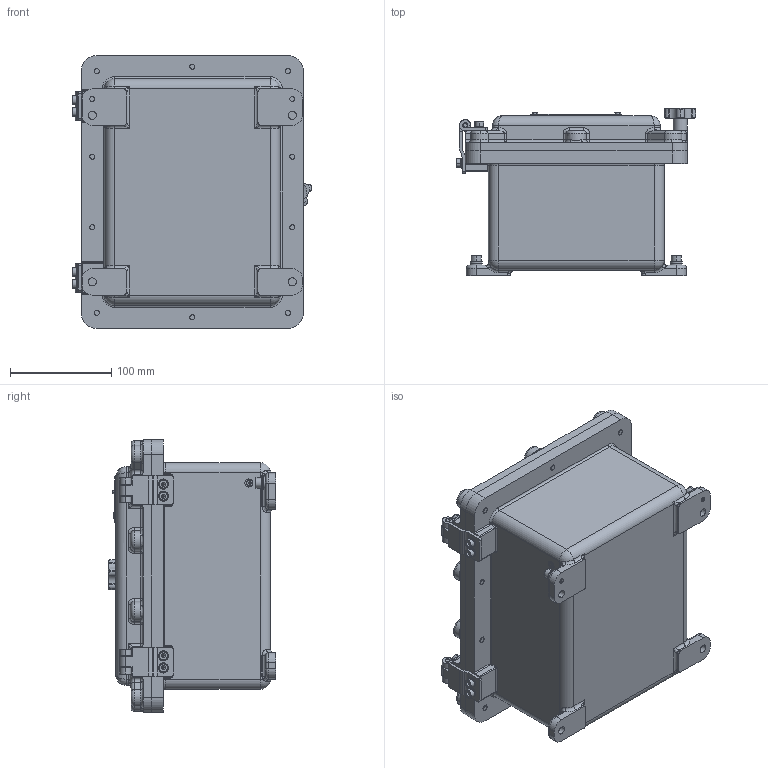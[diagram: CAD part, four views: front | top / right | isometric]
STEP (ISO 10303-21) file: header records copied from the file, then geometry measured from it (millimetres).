
FILE_DESCRIPTION (( 'STEP AP203' ), '1' );
FILE_NAME ('40203020.step', '2019-04-15T14:00:50', ( '' ), ( '' ), 'SwSTEP 2.0', 'SolidWorks 2018', '' );
FILE_SCHEMA (( 'CONFIG_CONTROL_DESIGN' ));
Length unit declared in the file: millimetre
Products named in the file (24): 93427; 92788; 40203020; 93711; 92783; 98063; 40000036126_4g; 41149; 70704_Hinge MCN; 40303020; 92780; 93426; 82014_40203020; 83130; 93414; 70754_Tag & Name Plate MCN; 93412_PreviewCfg; 40000000085; 98361; 83125; 83131; 56848; 98360; 92081
Assembly tree (72 placements, depth 3):
  92788
  40203020
    70704_Hinge MCN
    82014_40203020
    40303020
    98063  x12
    93426  x8
    93711  x4
    92081  x4
    70754_Tag & Name Plate MCN
    92783
    93414  x2
    92780
    93412_PreviewCfg  x2
    83125  x10
    40000000085  x10
    41149
    56848  x2
      98360
      98361
      83130
      93427
      83131
  40000036126_4g
Bounding box: 237.42 x 165.42 x 270 mm (x, y, z)
Volume: 2551541.7 mm3; surface area: 579085.6 mm2
Topology: 81 solids, 81 shells, 2367 faces, 5364 edges, 3162 vertices
Faces by surface type: plane 872, cylinder 839, torus 237, cone 211, bspline 170, sphere 38
Entity records: 52995 total; most frequent: CARTESIAN_POINT 17057, DIRECTION 6891, ORIENTED_EDGE 6604, EDGE_CURVE 3302, AXIS2_PLACEMENT_3D 2677, VERTEX_POINT 1999, EDGE_LOOP 1539, LINE 1537
